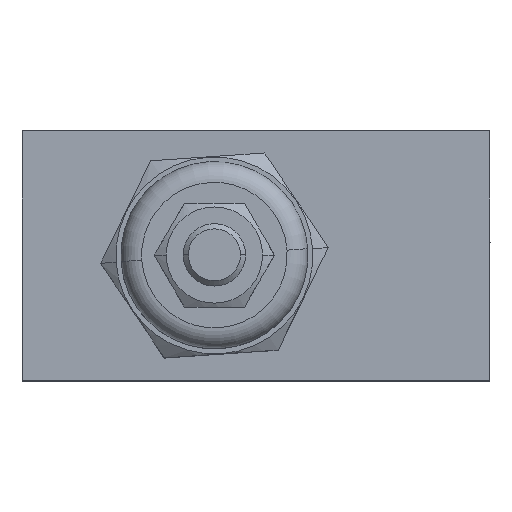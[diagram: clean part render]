
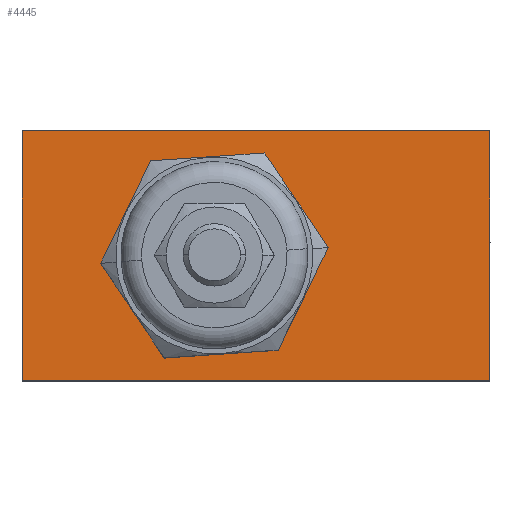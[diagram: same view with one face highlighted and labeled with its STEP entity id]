
A CAD part, top view. The second image highlights one B-rep face of the part: STEP entity #4445.
In plain terms, the highlighted planar face has unit normal (0, 0, 1).
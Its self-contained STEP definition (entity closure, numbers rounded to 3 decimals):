
#227 = AXIS2_PLACEMENT_3D ( 'NONE', #2092, #2079, #2078 ) ;
#546 = LINE ( 'NONE', #3051, #547 ) ;
#547 = VECTOR ( 'NONE', #6287, 1000. ) ;
#611 = VECTOR ( 'NONE', #2735, 1000. ) ;
#614 = LINE ( 'NONE', #2745, #611 ) ;
#703 = CIRCLE ( 'NONE', #5232, 9. ) ;
#961 = CARTESIAN_POINT ( 'NONE',  ( -18.5, 12., 40. ) ) ;
#998 = DIRECTION ( 'NONE',  ( 0., -1., 0. ) ) ;
#1120 = DIRECTION ( 'NONE',  ( 0., 1., 0. ) ) ;
#1245 = CARTESIAN_POINT ( 'NONE',  ( 0., 0., 40. ) ) ;
#1252 = DIRECTION ( 'NONE',  ( 0., 0., 1. ) ) ;
#1256 = DIRECTION ( 'NONE',  ( 1., 0., 0. ) ) ;
#1316 = CARTESIAN_POINT ( 'NONE',  ( 26.5, 12., 40. ) ) ;
#1588 = EDGE_CURVE ( 'NONE', #4086, #4185, #5308, .T. ) ;
#1614 = EDGE_CURVE ( 'NONE', #3911, #4084, #5269, .T. ) ;
#1625 = EDGE_CURVE ( 'NONE', #4050, #3884, #5251, .T. ) ;
#1659 = EDGE_CURVE ( 'NONE', #3884, #4050, #703, .T. ) ;
#1718 = EDGE_CURVE ( 'NONE', #4084, #4086, #614, .T. ) ;
#1762 = EDGE_CURVE ( 'NONE', #4185, #3911, #546, .T. ) ;
#2078 = DIRECTION ( 'NONE',  ( 1., 0., 0. ) ) ;
#2079 = DIRECTION ( 'NONE',  ( 0., 0., 1. ) ) ;
#2090 = PLANE ( 'NONE',  #227 ) ;
#2092 = CARTESIAN_POINT ( 'NONE',  ( 0., 0., 40. ) ) ;
#2701 = DIRECTION ( 'NONE',  ( 1., 0., 0. ) ) ;
#2706 = DIRECTION ( 'NONE',  ( 0., 0., 1. ) ) ;
#2707 = CARTESIAN_POINT ( 'NONE',  ( 0., 0., 40. ) ) ;
#2735 = DIRECTION ( 'NONE',  ( -1., 0., 0. ) ) ;
#2745 = CARTESIAN_POINT ( 'NONE',  ( -18.5, 12., 40. ) ) ;
#3051 = CARTESIAN_POINT ( 'NONE',  ( -18.5, -12., 40. ) ) ;
#3290 = ORIENTED_EDGE ( 'NONE', *, *, #1614, .T. ) ;
#3291 = ORIENTED_EDGE ( 'NONE', *, *, #1718, .T. ) ;
#3292 = ORIENTED_EDGE ( 'NONE', *, *, #1588, .T. ) ;
#3293 = ORIENTED_EDGE ( 'NONE', *, *, #1762, .T. ) ;
#3294 = ORIENTED_EDGE ( 'NONE', *, *, #1625, .F. ) ;
#3295 = ORIENTED_EDGE ( 'NONE', *, *, #1659, .F. ) ;
#3640 = FACE_OUTER_BOUND ( 'NONE', #4100, .T. ) ;
#3645 = FACE_BOUND ( 'NONE', #4196, .T. ) ;
#3884 = VERTEX_POINT ( 'NONE', #5806 ) ;
#3911 = VERTEX_POINT ( 'NONE', #6269 ) ;
#4050 = VERTEX_POINT ( 'NONE', #6166 ) ;
#4084 = VERTEX_POINT ( 'NONE', #6137 ) ;
#4086 = VERTEX_POINT ( 'NONE', #6135 ) ;
#4100 = EDGE_LOOP ( 'NONE', ( #3292, #3293, #3290, #3291 ) ) ;
#4185 = VERTEX_POINT ( 'NONE', #6092 ) ;
#4196 = EDGE_LOOP ( 'NONE', ( #3294, #3295 ) ) ;
#4445 = ADVANCED_FACE ( 'NONE', ( #3645, #3640 ), #2090, .T. ) ;
#5232 = AXIS2_PLACEMENT_3D ( 'NONE', #2707, #2706, #2701 ) ;
#5234 = AXIS2_PLACEMENT_3D ( 'NONE', #1245, #1252, #1256 ) ;
#5251 = CIRCLE ( 'NONE', #5234, 9. ) ;
#5266 = VECTOR ( 'NONE', #1120, 1000. ) ;
#5269 = LINE ( 'NONE', #1316, #5266 ) ;
#5305 = VECTOR ( 'NONE', #998, 1000. ) ;
#5308 = LINE ( 'NONE', #961, #5305 ) ;
#5806 = CARTESIAN_POINT ( 'NONE',  ( -9., 0., 40. ) ) ;
#6092 = CARTESIAN_POINT ( 'NONE',  ( -18.5, -12., 40. ) ) ;
#6135 = CARTESIAN_POINT ( 'NONE',  ( -18.5, 12., 40. ) ) ;
#6137 = CARTESIAN_POINT ( 'NONE',  ( 26.5, 12., 40. ) ) ;
#6166 = CARTESIAN_POINT ( 'NONE',  ( 9., 0., 40. ) ) ;
#6269 = CARTESIAN_POINT ( 'NONE',  ( 26.5, -12., 40. ) ) ;
#6287 = DIRECTION ( 'NONE',  ( 1., 0., 0. ) ) ;
